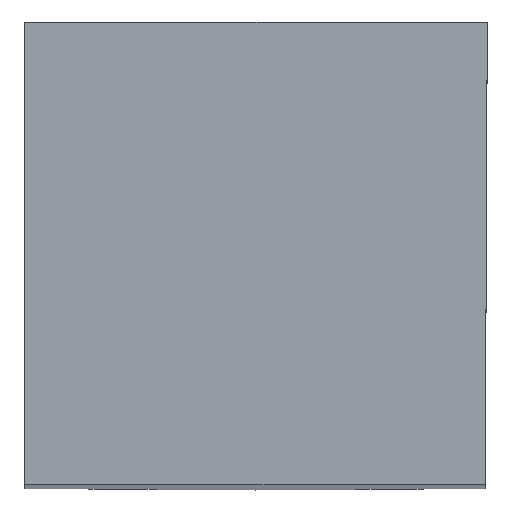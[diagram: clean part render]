
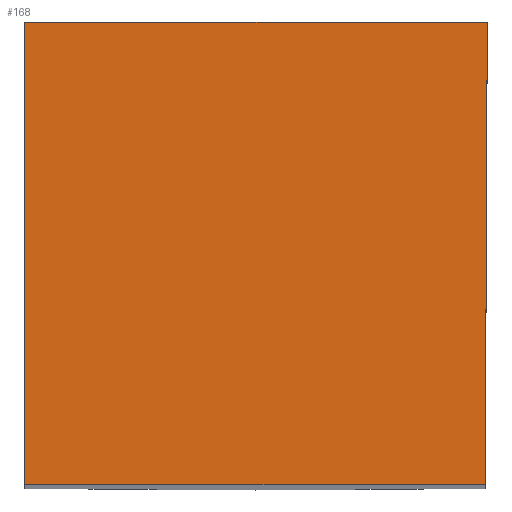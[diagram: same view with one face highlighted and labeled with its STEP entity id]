
A CAD part, top view. The second image highlights one B-rep face of the part: STEP entity #168.
In plain terms, the highlighted planar face has unit normal (0, 0, 1).
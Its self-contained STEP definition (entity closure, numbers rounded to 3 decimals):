
#168=ADVANCED_FACE('BLANK_BOXF006',(#210),#195,.F.);
#195=PLANE('',#580);
#210=FACE_OUTER_BOUND('',#225,.T.);
#225=EDGE_LOOP('',(#346,#347,#348,#349));
#276=LINE('',#828,#301);
#279=LINE('',#838,#304);
#281=LINE('',#844,#306);
#282=LINE('',#845,#307);
#301=VECTOR('',#662,1.);
#304=VECTOR('',#671,1.);
#306=VECTOR('',#677,1.);
#307=VECTOR('',#678,1.);
#346=ORIENTED_EDGE('',*,*,#478,.F.);
#347=ORIENTED_EDGE('',*,*,#475,.F.);
#348=ORIENTED_EDGE('',*,*,#479,.F.);
#349=ORIENTED_EDGE('',*,*,#470,.F.);
#427=VERTEX_POINT('',#827);
#428=VERTEX_POINT('',#829);
#431=VERTEX_POINT('',#837);
#432=VERTEX_POINT('',#839);
#470=EDGE_CURVE('',#427,#428,#276,.T.);
#475=EDGE_CURVE('',#431,#432,#279,.T.);
#478=EDGE_CURVE('',#432,#427,#281,.T.);
#479=EDGE_CURVE('',#428,#431,#282,.T.);
#580=AXIS2_PLACEMENT_3D('',#846,#679,#680);
#662=DIRECTION('',(1.,0.,0.));
#671=DIRECTION('',(-1.,0.,0.));
#677=DIRECTION('',(0.,1.,0.));
#678=DIRECTION('',(-0.004,-1.,0.));
#679=DIRECTION('',(0.,0.,-1.));
#680=DIRECTION('',(0.,-1.,0.));
#827=CARTESIAN_POINT('',(-11.875,11.875,0.));
#828=CARTESIAN_POINT('',(-87.35,11.875,0.));
#829=CARTESIAN_POINT('',(0.,11.875,0.));
#837=CARTESIAN_POINT('',(-0.052,0.,0.));
#838=CARTESIAN_POINT('',(87.35,0.,0.));
#839=CARTESIAN_POINT('',(-11.875,0.,0.));
#844=CARTESIAN_POINT('',(-11.875,-87.35,0.));
#845=CARTESIAN_POINT('',(0.329,87.349,0.));
#846=CARTESIAN_POINT('',(-16.875,-5.,0.));
